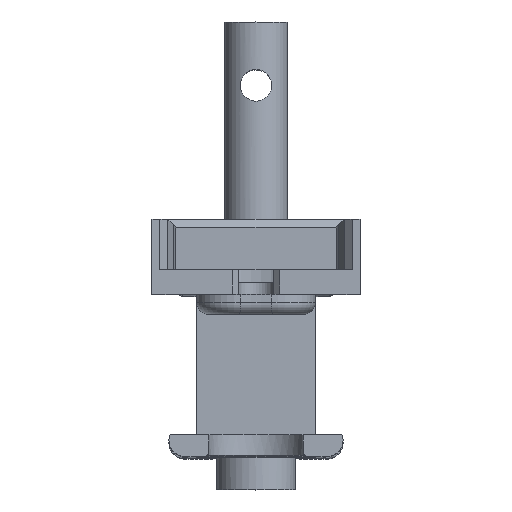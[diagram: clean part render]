
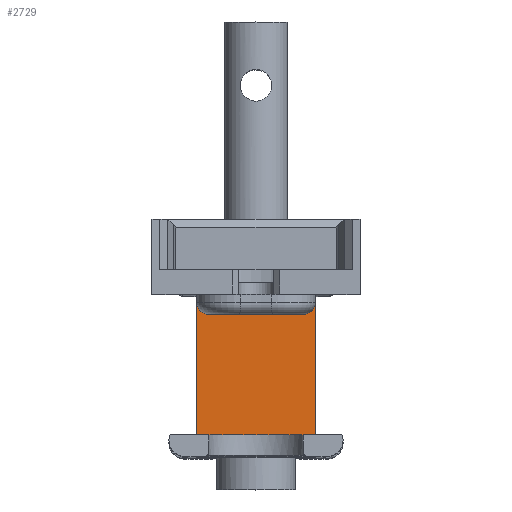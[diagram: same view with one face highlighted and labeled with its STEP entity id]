
A CAD part, top view. The second image highlights one B-rep face of the part: STEP entity #2729.
In plain terms, the highlighted planar face has unit normal (0, 0, 1).
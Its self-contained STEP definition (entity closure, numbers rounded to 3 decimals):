
#112=PLANE('',#2953);
#193=FACE_OUTER_BOUND('',#350,.T.);
#350=EDGE_LOOP('',(#2016,#2017,#2018,#2019,#2020,#2021));
#545=CIRCLE('',#2954,1.5);
#546=CIRCLE('',#2955,1.5);
#637=LINE('',#4054,#846);
#682=LINE('',#4395,#891);
#701=LINE('',#4570,#910);
#702=LINE('',#4574,#911);
#846=VECTOR('',#3172,10.);
#891=VECTOR('',#3357,10.);
#910=VECTOR('',#3404,10.);
#911=VECTOR('',#3407,10.);
#1117=VERTEX_POINT('',#4051);
#1118=VERTEX_POINT('',#4053);
#1198=VERTEX_POINT('',#4393);
#1229=VERTEX_POINT('',#4569);
#1230=VERTEX_POINT('',#4571);
#1231=VERTEX_POINT('',#4573);
#1392=EDGE_CURVE('',#1118,#1117,#637,.T.);
#1495=EDGE_CURVE('',#1198,#1117,#682,.T.);
#1534=EDGE_CURVE('',#1118,#1229,#701,.T.);
#1535=EDGE_CURVE('',#1230,#1198,#545,.T.);
#1536=EDGE_CURVE('',#1231,#1230,#702,.T.);
#1537=EDGE_CURVE('',#1229,#1231,#546,.T.);
#2016=ORIENTED_EDGE('',*,*,#1534,.F.);
#2017=ORIENTED_EDGE('',*,*,#1392,.T.);
#2018=ORIENTED_EDGE('',*,*,#1495,.F.);
#2019=ORIENTED_EDGE('',*,*,#1535,.F.);
#2020=ORIENTED_EDGE('',*,*,#1536,.F.);
#2021=ORIENTED_EDGE('',*,*,#1537,.F.);
#2729=ADVANCED_FACE('',(#193),#112,.F.);
#2953=AXIS2_PLACEMENT_3D('',#4568,#3402,#3403);
#2954=AXIS2_PLACEMENT_3D('',#4572,#3405,#3406);
#2955=AXIS2_PLACEMENT_3D('',#4575,#3408,#3409);
#3172=DIRECTION('',(1.,0.,0.));
#3357=DIRECTION('',(0.,-1.,0.));
#3402=DIRECTION('center_axis',(0.,0.,-1.));
#3403=DIRECTION('ref_axis',(1.,0.,0.));
#3404=DIRECTION('',(0.,1.,0.));
#3405=DIRECTION('center_axis',(0.,0.,1.));
#3406=DIRECTION('ref_axis',(0.707,-0.707,0.));
#3407=DIRECTION('',(1.,0.,0.));
#3408=DIRECTION('center_axis',(0.,0.,1.));
#3409=DIRECTION('ref_axis',(-0.707,-0.707,0.));
#4051=CARTESIAN_POINT('',(7.5,2.75,65.));
#4053=CARTESIAN_POINT('',(-7.5,2.75,65.));
#4054=CARTESIAN_POINT('',(12.,2.75,65.));
#4393=CARTESIAN_POINT('',(7.5,19.5,65.));
#4395=CARTESIAN_POINT('',(7.5,5.659,65.));
#4568=CARTESIAN_POINT('Origin',(-12.,3.5,65.));
#4569=CARTESIAN_POINT('',(-7.5,19.5,65.));
#4570=CARTESIAN_POINT('',(-7.5,5.659,65.));
#4571=CARTESIAN_POINT('',(6.,18.,65.));
#4572=CARTESIAN_POINT('Origin',(6.,19.5,65.));
#4573=CARTESIAN_POINT('',(-6.,18.,65.));
#4574=CARTESIAN_POINT('',(3.75,18.,65.));
#4575=CARTESIAN_POINT('Origin',(-6.,19.5,65.));
